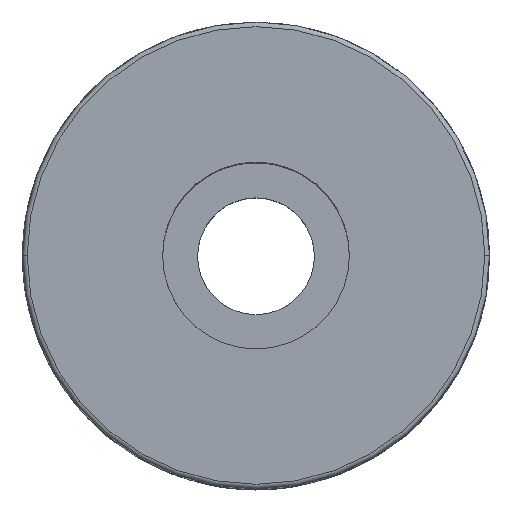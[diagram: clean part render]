
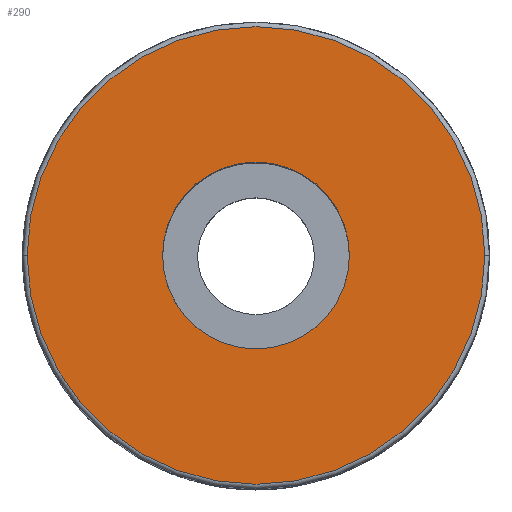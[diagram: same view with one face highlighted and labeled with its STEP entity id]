
A CAD part, top view. The second image highlights one B-rep face of the part: STEP entity #290.
In plain terms, the highlighted planar face has unit normal (0, 0, 1).
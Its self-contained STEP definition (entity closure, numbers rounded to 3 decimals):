
#183 = VERTEX_POINT ( 'NONE', #4992 ) ;
#253 = DIRECTION ( 'NONE',  ( 1., 0., 0. ) ) ;
#290 = ADVANCED_FACE ( 'NONE', ( #816, #5018 ), #6213, .T. ) ;
#336 = DIRECTION ( 'NONE',  ( 0., 0., 1. ) ) ;
#653 = CARTESIAN_POINT ( 'NONE',  ( 0., 0., 25. ) ) ;
#815 = CARTESIAN_POINT ( 'NONE',  ( 9.8, 0., 25. ) ) ;
#816 = FACE_BOUND ( 'NONE', #2160, .T. ) ;
#857 = DIRECTION ( 'NONE',  ( 1., 0., 0. ) ) ;
#1299 = VERTEX_POINT ( 'NONE', #6787 ) ;
#1363 = DIRECTION ( 'NONE',  ( 1., 0., 0. ) ) ;
#1553 = CARTESIAN_POINT ( 'NONE',  ( 0., 0., 25. ) ) ;
#1577 = DIRECTION ( 'NONE',  ( 1., 0., 0. ) ) ;
#2040 = CARTESIAN_POINT ( 'NONE',  ( 0., 0., 25. ) ) ;
#2080 = DIRECTION ( 'NONE',  ( 1., 0., 0. ) ) ;
#2087 = CARTESIAN_POINT ( 'NONE',  ( 0., 0., 25. ) ) ;
#2160 = EDGE_LOOP ( 'NONE', ( #7632, #5716 ) ) ;
#2181 = CIRCLE ( 'NONE', #2546, 9.8 ) ;
#2346 = EDGE_CURVE ( 'NONE', #7124, #1299, #7204, .T. ) ;
#2546 = AXIS2_PLACEMENT_3D ( 'NONE', #2656, #6232, #2080 ) ;
#2656 = CARTESIAN_POINT ( 'NONE',  ( 0., 0., 25. ) ) ;
#3082 = ORIENTED_EDGE ( 'NONE', *, *, #7029, .T. ) ;
#3342 = AXIS2_PLACEMENT_3D ( 'NONE', #2040, #336, #253 ) ;
#3691 = AXIS2_PLACEMENT_3D ( 'NONE', #2087, #6834, #857 ) ;
#3816 = EDGE_LOOP ( 'NONE', ( #7251, #3082 ) ) ;
#4517 = CARTESIAN_POINT ( 'NONE',  ( 4., 0., 25. ) ) ;
#4924 = VERTEX_POINT ( 'NONE', #815 ) ;
#4992 = CARTESIAN_POINT ( 'NONE',  ( -9.8, 0., 25. ) ) ;
#5018 = FACE_OUTER_BOUND ( 'NONE', #3816, .T. ) ;
#5477 = DIRECTION ( 'NONE',  ( 0., 0., 1. ) ) ;
#5716 = ORIENTED_EDGE ( 'NONE', *, *, #6243, .F. ) ;
#5906 = AXIS2_PLACEMENT_3D ( 'NONE', #1553, #6886, #1577 ) ;
#6213 = PLANE ( 'NONE',  #3691 ) ;
#6232 = DIRECTION ( 'NONE',  ( 0., 0., 1. ) ) ;
#6243 = EDGE_CURVE ( 'NONE', #1299, #7124, #7543, .T. ) ;
#6787 = CARTESIAN_POINT ( 'NONE',  ( -4., 0., 25. ) ) ;
#6834 = DIRECTION ( 'NONE',  ( 0., 0., 1. ) ) ;
#6886 = DIRECTION ( 'NONE',  ( 0., 0., 1. ) ) ;
#7029 = EDGE_CURVE ( 'NONE', #183, #4924, #2181, .T. ) ;
#7124 = VERTEX_POINT ( 'NONE', #4517 ) ;
#7181 = EDGE_CURVE ( 'NONE', #4924, #183, #7465, .T. ) ;
#7204 = CIRCLE ( 'NONE', #3342, 4. ) ;
#7251 = ORIENTED_EDGE ( 'NONE', *, *, #7181, .T. ) ;
#7465 = CIRCLE ( 'NONE', #5906, 9.8 ) ;
#7543 = CIRCLE ( 'NONE', #7790, 4. ) ;
#7632 = ORIENTED_EDGE ( 'NONE', *, *, #2346, .F. ) ;
#7790 = AXIS2_PLACEMENT_3D ( 'NONE', #653, #5477, #1363 ) ;
